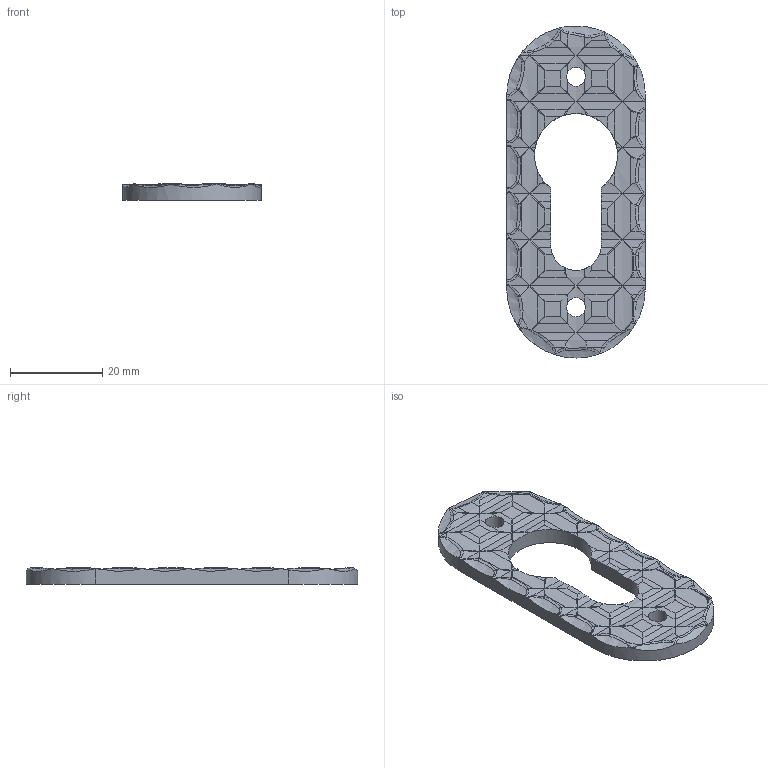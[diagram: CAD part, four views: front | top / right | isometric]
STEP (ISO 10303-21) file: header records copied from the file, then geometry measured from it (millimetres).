
FILE_DESCRIPTION (( 'STEP AP203' ), '1' );
FILE_NAME ('8151.STEP', '2016-05-04T14:53:44', ( '' ), ( '' ), 'SwSTEP 2.0', 'SolidWorks 2015', '' );
FILE_SCHEMA (( 'CONFIG_CONTROL_DESIGN' ));
Length unit declared in the file: millimetre
Products named in the file (1): 8151
Bounding box: 30 x 72 x 3.5 mm (x, y, z)
Volume: 5000.2 mm3; surface area: 3968 mm2
Topology: 1 solids, 1 shells, 529 faces, 1379 edges, 793 vertices
Faces by surface type: bspline 270, cylinder 145, plane 114
Entity records: 22996 total; most frequent: CARTESIAN_POINT 12975, ORIENTED_EDGE 2612, EDGE_CURVE 1306, DIRECTION 1201, VERTEX_POINT 793, B_SPLINE_CURVE_WITH_KNOTS 676, EDGE_LOOP 549, ADVANCED_FACE 529
